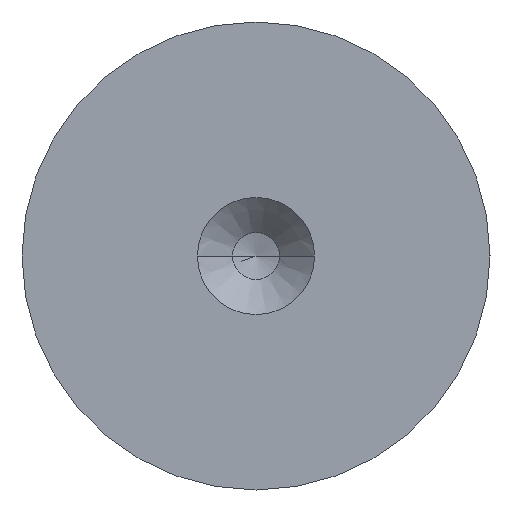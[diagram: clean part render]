
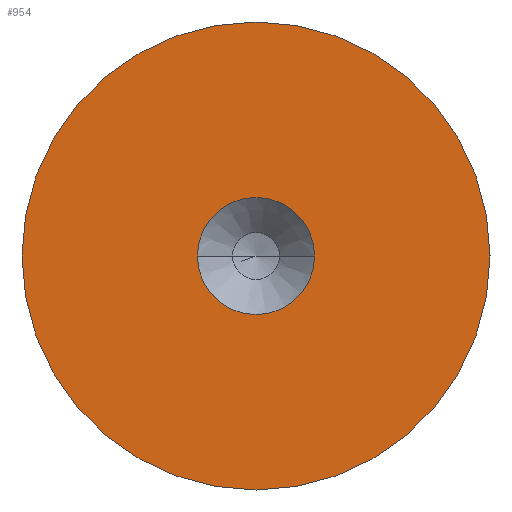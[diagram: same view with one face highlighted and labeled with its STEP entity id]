
A CAD part, left-side view. The second image highlights one B-rep face of the part: STEP entity #954.
In plain terms, the highlighted planar face has unit normal (-1, 0, 0).
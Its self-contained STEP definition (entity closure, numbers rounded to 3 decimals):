
#794 = VERTEX_POINT( '', #2074 );
#924 = VERTEX_POINT( '', #2218 );
#926 = VERTEX_POINT( '', #2220 );
#954 = ADVANCED_FACE( '', ( #2249, #2250 ), #2251, .T. );
#1150 = EDGE_CURVE( '', #926, #794, #2461, .T. );
#1250 = EDGE_CURVE( '', #1646, #924, #2571, .T. );
#1494 = EDGE_CURVE( '', #924, #1646, #2831, .T. );
#1536 = EDGE_CURVE( '', #794, #926, #2876, .T. );
#1646 = VERTEX_POINT( '', #2999 );
#2074 = CARTESIAN_POINT( '', ( 0., -1.875, 0. ) );
#2218 = CARTESIAN_POINT( '', ( 0., 7.5, 0. ) );
#2220 = CARTESIAN_POINT( '', ( 0., 1.875, 0. ) );
#2249 = FACE_BOUND( '', #3771, .T. );
#2250 = FACE_OUTER_BOUND( '', #3772, .T. );
#2251 = PLANE( '', #3773 );
#2461 = CIRCLE( '', #4094, 1.875 );
#2571 = CIRCLE( '', #4266, 7.5 );
#2831 = CIRCLE( '', #4694, 7.5 );
#2876 = CIRCLE( '', #4759, 1.875 );
#2999 = CARTESIAN_POINT( '', ( 0., -7.5, 0. ) );
#3771 = EDGE_LOOP( '', ( #5831, #5832 ) );
#3772 = EDGE_LOOP( '', ( #5833, #5834 ) );
#3773 = AXIS2_PLACEMENT_3D( '', #5835, #5836, #5837 );
#4094 = AXIS2_PLACEMENT_3D( '', #6043, #6044, #6045 );
#4266 = AXIS2_PLACEMENT_3D( '', #6167, #6168, #6169 );
#4694 = AXIS2_PLACEMENT_3D( '', #6456, #6457, #6458 );
#4759 = AXIS2_PLACEMENT_3D( '', #6491, #6492, #6493 );
#5831 = ORIENTED_EDGE( '', *, *, #1150, .T. );
#5832 = ORIENTED_EDGE( '', *, *, #1536, .T. );
#5833 = ORIENTED_EDGE( '', *, *, #1494, .T. );
#5834 = ORIENTED_EDGE( '', *, *, #1250, .T. );
#5835 = CARTESIAN_POINT( '', ( 0., 3.75, 0. ) );
#5836 = DIRECTION( '', ( -1., 0., 0. ) );
#5837 = DIRECTION( '', ( 0., 1., 0. ) );
#6043 = CARTESIAN_POINT( '', ( 0., 0., 0. ) );
#6044 = DIRECTION( '', ( 1., 0., 0. ) );
#6045 = DIRECTION( '', ( 0., 1., 0. ) );
#6167 = CARTESIAN_POINT( '', ( 0., 0., 0. ) );
#6168 = DIRECTION( '', ( -1., 0., 0. ) );
#6169 = DIRECTION( '', ( 0., 1., 0. ) );
#6456 = CARTESIAN_POINT( '', ( 0., 0., 0. ) );
#6457 = DIRECTION( '', ( -1., 0., 0. ) );
#6458 = DIRECTION( '', ( 0., 1., 0. ) );
#6491 = CARTESIAN_POINT( '', ( 0., 0., 0. ) );
#6492 = DIRECTION( '', ( 1., 0., 0. ) );
#6493 = DIRECTION( '', ( 0., 1., 0. ) );
